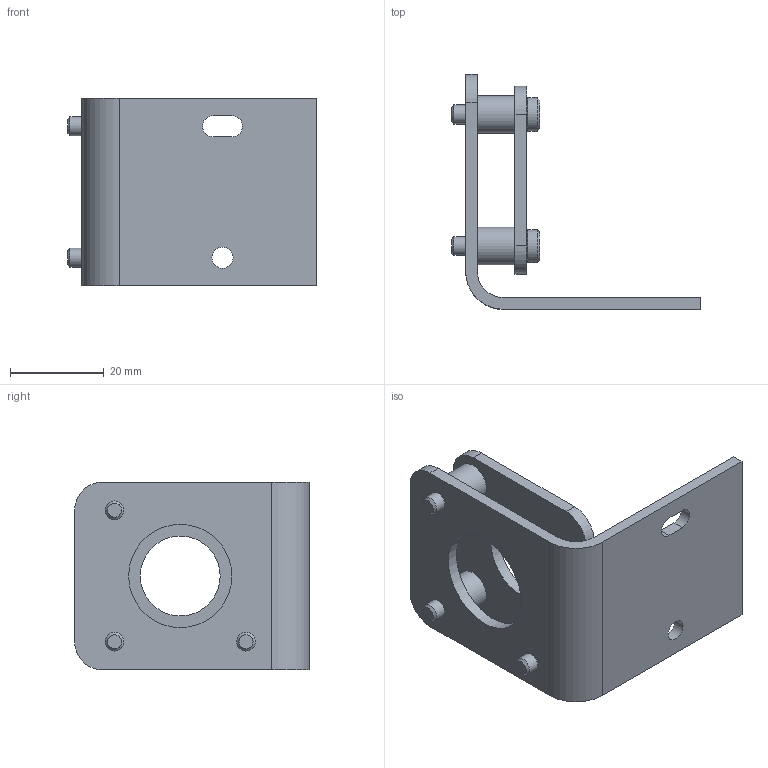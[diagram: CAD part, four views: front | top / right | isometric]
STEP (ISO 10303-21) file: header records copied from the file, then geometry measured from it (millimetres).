
FILE_DESCRIPTION( ( 'Unknown' ), '1' );
FILE_NAME( 'W18L.stp', 'Unknown', ( 'Unknown' ), ( 'Unknown' ), 'XStep 1.0', 'Unknown', ' ' );
FILE_SCHEMA( ( 'CONFIG_CONTROL_DESIGN' ) );
Length unit declared in the file: millimetre
Products named in the file (1): 1
Bounding box: 53 x 50 x 40 mm (x, y, z)
Volume: 12991.4 mm3; surface area: 12426.8 mm2
Topology: 1 solids, 4 shells, 92 faces, 215 edges, 145 vertices
Faces by surface type: plane 52, cylinder 31, cone 9
Full cylindrical faces by diameter (mm): 4 x6, 4.3 x3, 4.5 x1, 5.6 x3, 7 x3, 8 x3, 17 x1, 22 x1
Entity records: 2448 total; most frequent: DIRECTION 428, CARTESIAN_POINT 395, ORIENTED_EDGE 342, EDGE_CURVE 171, AXIS2_PLACEMENT_3D 164, EDGE_LOOP 154, VERTEX_POINT 131, FACE_OUTER_BOUND 113
